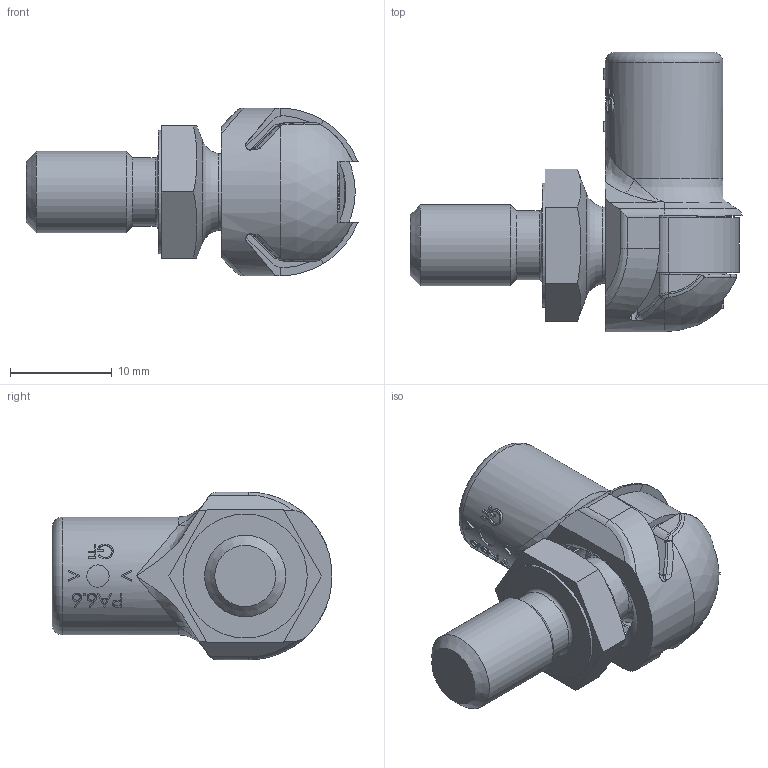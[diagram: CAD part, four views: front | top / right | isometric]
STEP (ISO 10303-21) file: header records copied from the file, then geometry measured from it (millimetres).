
FILE_DESCRIPTION(/* description */ (''),/* implementation_level */ '2;1');
FILE_NAME(/* name */ 'SG-246.stp',/* time_stamp */ '2019-10-07T14:40:41+02:00',/* author */ (''),/* organization */ (''),/* preprocessor_version */ 'ST-DEVELOPER v15.2',/* originating_system */ 'Autodesk Translator Framework v2.0.0.5431',/* authorisation */ '');
FILE_SCHEMA (('AUTOMOTIVE_DESIGN { 1 0 10303 214 3 1 1 }'));
Length unit declared in the file: centimetre
Products named in the file (1): (Unsaved)
Bounding box: 32.67 x 27.52 x 16.5 mm (x, y, z)
Volume: 4375.8 mm3; surface area: 3277.1 mm2
Topology: 2 solids, 2 shells, 364 faces, 974 edges, 633 vertices
Faces by surface type: plane 156, bspline 91, cylinder 88, torus 16, cone 8, sphere 5
Full cylindrical faces by diameter (mm): 2.196 x1, 4.92 x1, 6.75 x1, 8 x1, 8.025 x1, 11.6 x1, 12.2 x1
Entity records: 30961 total; most frequent: CARTESIAN_POINT 22490, ORIENTED_EDGE 1892, DIRECTION 1527, EDGE_CURVE 946, VERTEX_POINT 626, AXIS2_PLACEMENT_3D 532, LINE 463, VECTOR 463
